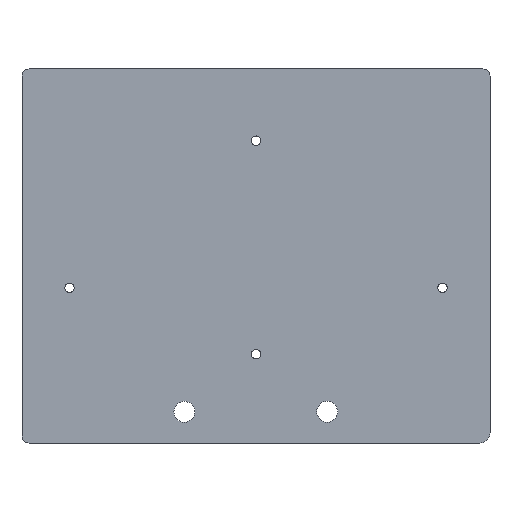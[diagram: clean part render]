
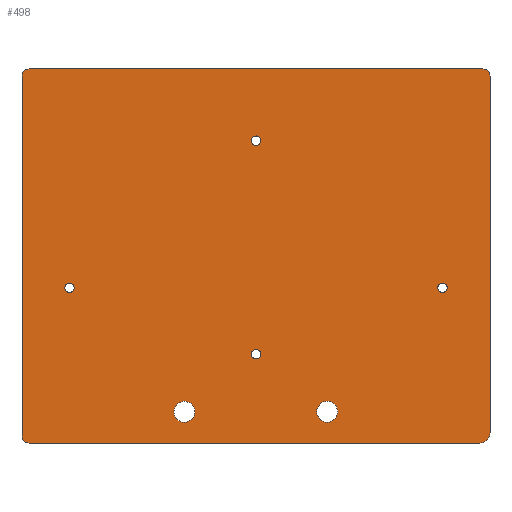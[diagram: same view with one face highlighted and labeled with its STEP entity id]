
A CAD part, top view. The second image highlights one B-rep face of the part: STEP entity #498.
In plain terms, the highlighted planar face has unit normal (0, 0, 1).
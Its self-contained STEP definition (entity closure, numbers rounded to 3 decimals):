
#105=CARTESIAN_POINT('',(0.004,55.106,5.));
#106=DIRECTION('',(0.,0.,-1.));
#107=DIRECTION('',(1.,0.,0.));
#108=AXIS2_PLACEMENT_3D('',#105,#106,#107);
#110=CARTESIAN_POINT('',(0.004,55.106,5.));
#111=DIRECTION('',(0.,0.,-1.));
#112=DIRECTION('',(-1.,0.,0.));
#113=AXIS2_PLACEMENT_3D('',#110,#111,#112);
#115=CARTESIAN_POINT('',(89.131,-15.168,5.));
#116=DIRECTION('',(0.,0.,-1.));
#117=DIRECTION('',(1.,0.,0.));
#118=AXIS2_PLACEMENT_3D('',#115,#116,#117);
#120=CARTESIAN_POINT('',(89.131,-15.168,5.));
#121=DIRECTION('',(0.,0.,-1.));
#122=DIRECTION('',(-1.,0.,0.));
#123=AXIS2_PLACEMENT_3D('',#120,#121,#122);
#125=CARTESIAN_POINT('',(-89.13,-15.225,5.));
#126=DIRECTION('',(0.,0.,-1.));
#127=DIRECTION('',(1.,0.,0.));
#128=AXIS2_PLACEMENT_3D('',#125,#126,#127);
#130=CARTESIAN_POINT('',(-89.13,-15.225,5.));
#131=DIRECTION('',(0.,0.,-1.));
#132=DIRECTION('',(-1.,0.,0.));
#133=AXIS2_PLACEMENT_3D('',#130,#131,#132);
#135=CARTESIAN_POINT('',(34.012,-74.405,5.));
#136=DIRECTION('',(0.,0.,-1.));
#137=DIRECTION('',(1.,0.,0.));
#138=AXIS2_PLACEMENT_3D('',#135,#136,#137);
#140=CARTESIAN_POINT('',(34.012,-74.405,5.));
#141=DIRECTION('',(0.,0.,-1.));
#142=DIRECTION('',(-1.,0.,0.));
#143=AXIS2_PLACEMENT_3D('',#140,#141,#142);
#145=CARTESIAN_POINT('',(-34.213,-74.462,5.));
#146=DIRECTION('',(0.,0.,-1.));
#147=DIRECTION('',(1.,0.,0.));
#148=AXIS2_PLACEMENT_3D('',#145,#146,#147);
#150=CARTESIAN_POINT('',(-34.213,-74.462,5.));
#151=DIRECTION('',(0.,0.,-1.));
#152=DIRECTION('',(-1.,0.,0.));
#153=AXIS2_PLACEMENT_3D('',#150,#151,#152);
#155=CARTESIAN_POINT('',(0.005,-46.876,5.));
#156=DIRECTION('',(0.,0.,-1.));
#157=DIRECTION('',(1.,0.,0.));
#158=AXIS2_PLACEMENT_3D('',#155,#156,#157);
#160=CARTESIAN_POINT('',(0.005,-46.876,5.));
#161=DIRECTION('',(0.,0.,-1.));
#162=DIRECTION('',(-1.,0.,0.));
#163=AXIS2_PLACEMENT_3D('',#160,#161,#162);
#165=CARTESIAN_POINT('',(-108.334,85.904,5.));
#166=DIRECTION('',(0.,0.,1.));
#167=DIRECTION('',(0.,1.,0.));
#168=AXIS2_PLACEMENT_3D('',#165,#166,#167);
#170=DIRECTION('',(-1.,0.,0.));
#171=VECTOR('',#170,216.668);
#172=CARTESIAN_POINT('',(108.334,89.354,5.));
#173=LINE('',#172,#171);
#174=CARTESIAN_POINT('',(108.334,85.904,5.));
#175=DIRECTION('',(0.,0.,1.));
#176=DIRECTION('',(1.,0.,0.));
#177=AXIS2_PLACEMENT_3D('',#174,#175,#176);
#179=DIRECTION('',(0.,1.,0.));
#180=VECTOR('',#179,170.259);
#181=CARTESIAN_POINT('',(111.784,-84.354,5.));
#182=LINE('',#181,#180);
#183=CARTESIAN_POINT('',(106.784,-84.354,5.));
#184=DIRECTION('',(0.,0.,1.));
#185=DIRECTION('',(0.,-1.,0.));
#186=AXIS2_PLACEMENT_3D('',#183,#184,#185);
#188=DIRECTION('',(1.,0.,0.));
#189=VECTOR('',#188,215.118);
#190=CARTESIAN_POINT('',(-108.334,-89.354,5.));
#191=LINE('',#190,#189);
#192=CARTESIAN_POINT('',(-108.334,-85.904,5.));
#193=DIRECTION('',(0.,0.,1.));
#194=DIRECTION('',(-1.,0.,0.));
#195=AXIS2_PLACEMENT_3D('',#192,#193,#194);
#197=DIRECTION('',(0.,-1.,0.));
#198=VECTOR('',#197,171.809);
#199=CARTESIAN_POINT('',(-111.784,85.904,5.));
#200=LINE('',#199,#198);
#297=CARTESIAN_POINT('',(2.246,55.106,5.));
#298=CARTESIAN_POINT('',(-2.237,55.106,5.));
#299=VERTEX_POINT('',#297);
#300=VERTEX_POINT('',#298);
#301=CARTESIAN_POINT('',(91.368,-15.168,5.));
#302=CARTESIAN_POINT('',(86.894,-15.168,5.));
#303=VERTEX_POINT('',#301);
#304=VERTEX_POINT('',#302);
#305=CARTESIAN_POINT('',(-86.892,-15.225,5.));
#306=CARTESIAN_POINT('',(-91.368,-15.225,5.));
#307=VERTEX_POINT('',#305);
#308=VERTEX_POINT('',#306);
#309=CARTESIAN_POINT('',(38.994,-74.405,5.));
#310=CARTESIAN_POINT('',(29.03,-74.405,5.));
#311=VERTEX_POINT('',#309);
#312=VERTEX_POINT('',#310);
#313=CARTESIAN_POINT('',(-29.201,-74.462,5.));
#314=CARTESIAN_POINT('',(-39.224,-74.462,5.));
#315=VERTEX_POINT('',#313);
#316=VERTEX_POINT('',#314);
#317=CARTESIAN_POINT('',(2.237,-46.876,5.));
#318=CARTESIAN_POINT('',(-2.226,-46.876,5.));
#319=VERTEX_POINT('',#317);
#320=VERTEX_POINT('',#318);
#325=CARTESIAN_POINT('',(-108.334,89.354,5.));
#326=VERTEX_POINT('',#325);
#327=CARTESIAN_POINT('',(-111.784,85.904,5.));
#328=VERTEX_POINT('',#327);
#333=CARTESIAN_POINT('',(111.784,85.904,5.));
#334=VERTEX_POINT('',#333);
#335=CARTESIAN_POINT('',(108.334,89.354,5.));
#336=VERTEX_POINT('',#335);
#341=CARTESIAN_POINT('',(-111.784,-85.904,5.));
#342=VERTEX_POINT('',#341);
#343=CARTESIAN_POINT('',(-108.334,-89.354,5.));
#344=VERTEX_POINT('',#343);
#349=CARTESIAN_POINT('',(106.784,-89.354,5.));
#350=VERTEX_POINT('',#349);
#351=CARTESIAN_POINT('',(111.784,-84.354,5.));
#352=VERTEX_POINT('',#351);
#441=CARTESIAN_POINT('',(0.,0.,5.));
#442=DIRECTION('',(0.,0.,1.));
#443=DIRECTION('',(1.,0.,0.));
#444=AXIS2_PLACEMENT_3D('',#441,#442,#443);
#445=PLANE('',#444);
#447=ORIENTED_EDGE('',*,*,#446,.F.);
#449=ORIENTED_EDGE('',*,*,#448,.F.);
#451=ORIENTED_EDGE('',*,*,#450,.F.);
#453=ORIENTED_EDGE('',*,*,#452,.F.);
#455=ORIENTED_EDGE('',*,*,#454,.F.);
#457=ORIENTED_EDGE('',*,*,#456,.F.);
#459=ORIENTED_EDGE('',*,*,#458,.F.);
#461=ORIENTED_EDGE('',*,*,#460,.F.);
#462=EDGE_LOOP('',(#447,#449,#451,#453,#455,#457,#459,#461));
#463=FACE_OUTER_BOUND('',#462,.F.);
#465=ORIENTED_EDGE('',*,*,#464,.F.);
#467=ORIENTED_EDGE('',*,*,#466,.F.);
#468=EDGE_LOOP('',(#465,#467));
#469=FACE_BOUND('',#468,.F.);
#471=ORIENTED_EDGE('',*,*,#470,.F.);
#473=ORIENTED_EDGE('',*,*,#472,.F.);
#474=EDGE_LOOP('',(#471,#473));
#475=FACE_BOUND('',#474,.F.);
#477=ORIENTED_EDGE('',*,*,#476,.F.);
#479=ORIENTED_EDGE('',*,*,#478,.F.);
#480=EDGE_LOOP('',(#477,#479));
#481=FACE_BOUND('',#480,.F.);
#483=ORIENTED_EDGE('',*,*,#482,.F.);
#485=ORIENTED_EDGE('',*,*,#484,.F.);
#486=EDGE_LOOP('',(#483,#485));
#487=FACE_BOUND('',#486,.F.);
#489=ORIENTED_EDGE('',*,*,#488,.F.);
#491=ORIENTED_EDGE('',*,*,#490,.F.);
#492=EDGE_LOOP('',(#489,#491));
#493=FACE_BOUND('',#492,.F.);
#494=ORIENTED_EDGE('',*,*,#421,.F.);
#495=ORIENTED_EDGE('',*,*,#435,.F.);
#496=EDGE_LOOP('',(#494,#495));
#497=FACE_BOUND('',#496,.F.);
#498=ADVANCED_FACE('',(#463,#469,#475,#481,#487,#493,#497),#445,.T.);
#109=CIRCLE('',#108,2.241);
#114=CIRCLE('',#113,2.241);
#119=CIRCLE('',#118,2.237);
#124=CIRCLE('',#123,2.237);
#129=CIRCLE('',#128,2.238);
#134=CIRCLE('',#133,2.238);
#139=CIRCLE('',#138,4.982);
#144=CIRCLE('',#143,4.982);
#149=CIRCLE('',#148,5.011);
#154=CIRCLE('',#153,5.011);
#159=CIRCLE('',#158,2.231);
#164=CIRCLE('',#163,2.231);
#169=CIRCLE('',#168,3.45);
#178=CIRCLE('',#177,3.45);
#187=CIRCLE('',#186,5.);
#196=CIRCLE('',#195,3.45);
#421=EDGE_CURVE('',#299,#300,#109,.T.);
#435=EDGE_CURVE('',#300,#299,#114,.T.);
#446=EDGE_CURVE('',#326,#328,#169,.T.);
#448=EDGE_CURVE('',#336,#326,#173,.T.);
#450=EDGE_CURVE('',#334,#336,#178,.T.);
#452=EDGE_CURVE('',#352,#334,#182,.T.);
#454=EDGE_CURVE('',#350,#352,#187,.T.);
#456=EDGE_CURVE('',#344,#350,#191,.T.);
#458=EDGE_CURVE('',#342,#344,#196,.T.);
#460=EDGE_CURVE('',#328,#342,#200,.T.);
#464=EDGE_CURVE('',#303,#304,#119,.T.);
#466=EDGE_CURVE('',#304,#303,#124,.T.);
#470=EDGE_CURVE('',#307,#308,#129,.T.);
#472=EDGE_CURVE('',#308,#307,#134,.T.);
#476=EDGE_CURVE('',#311,#312,#139,.T.);
#478=EDGE_CURVE('',#312,#311,#144,.T.);
#482=EDGE_CURVE('',#315,#316,#149,.T.);
#484=EDGE_CURVE('',#316,#315,#154,.T.);
#488=EDGE_CURVE('',#319,#320,#159,.T.);
#490=EDGE_CURVE('',#320,#319,#164,.T.);
